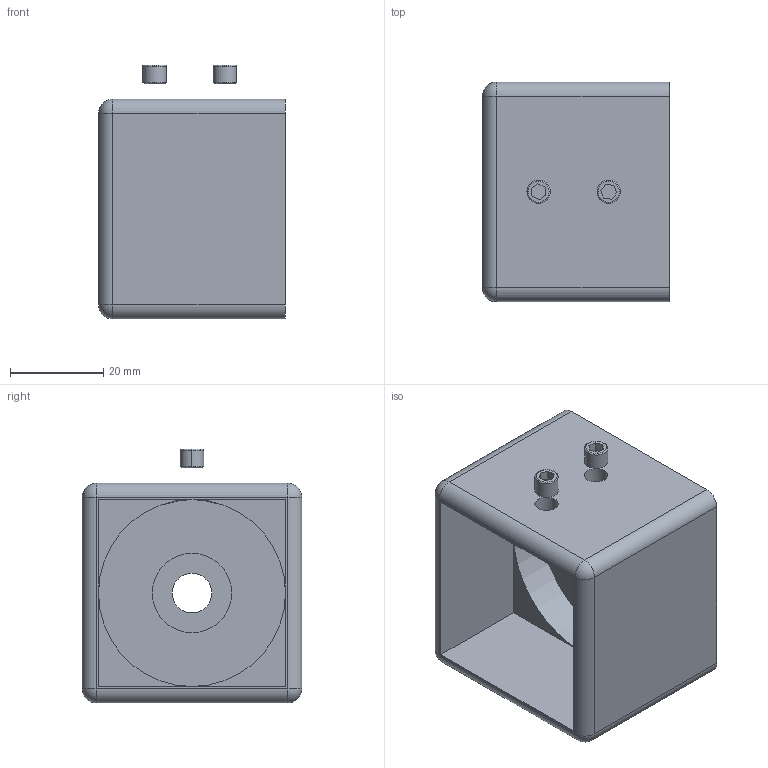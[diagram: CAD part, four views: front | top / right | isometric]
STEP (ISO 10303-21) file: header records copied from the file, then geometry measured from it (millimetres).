
FILE_DESCRIPTION (( 'STEP AP203' ), '1' );
FILE_NAME ('3D_GB3252_40x40_188706745.STEP', '2024-10-17T10:48:29', ( '' ), ( '' ), 'SwSTEP 2.0', 'SolidWorks 2024', '' );
FILE_SCHEMA (( 'CONFIG_CONTROL_DESIGN' ));
Length unit declared in the file: millimetre
Products named in the file (1): 3D_GB3252_40x40_188706745
Bounding box: 40 x 47 x 54.29 mm (x, y, z)
Volume: 41360.4 mm3; surface area: 16505.3 mm2
Topology: 3 solids, 3 shells, 68 faces, 153 edges, 90 vertices
Faces by surface type: plane 34, cylinder 22, sphere 4, torus 4, cone 4
Entity records: 1990 total; most frequent: CARTESIAN_POINT 372, DIRECTION 341, ORIENTED_EDGE 298, EDGE_CURVE 149, AXIS2_PLACEMENT_3D 125, LINE 91, VECTOR 91, VERTEX_POINT 90
